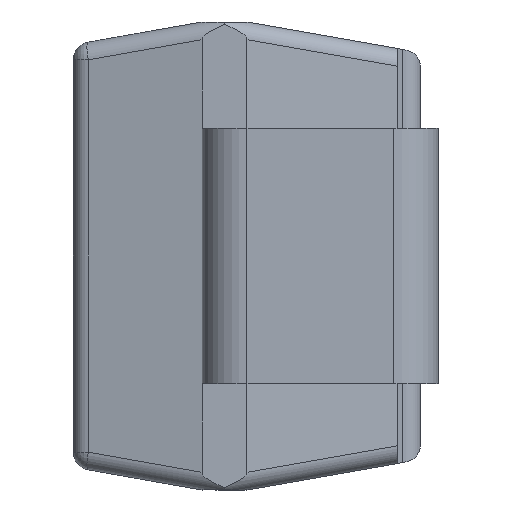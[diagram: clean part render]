
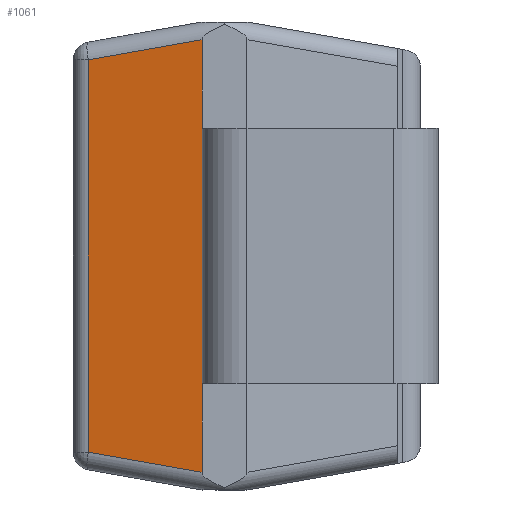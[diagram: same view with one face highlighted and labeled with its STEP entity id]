
A CAD part, left-side view. The second image highlights one B-rep face of the part: STEP entity #1061.
In plain terms, the highlighted planar face has unit normal (-0.985, 0.174, 0).
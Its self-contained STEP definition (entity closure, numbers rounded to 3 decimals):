
#8 = EDGE_CURVE ( 'NONE', #1338, #781, #984, .T. ) ;
#17 = CARTESIAN_POINT ( 'NONE',  ( -1.985, 0.328, 1.177 ) ) ;
#27 = CARTESIAN_POINT ( 'NONE',  ( -2.01, 0.187, 1.202 ) ) ;
#83 = EDGE_CURVE ( 'NONE', #865, #1659, #1707, .T. ) ;
#119 = ORIENTED_EDGE ( 'NONE', *, *, #1874, .F. ) ;
#159 = FACE_OUTER_BOUND ( 'NONE', #1074, .T. ) ;
#178 = ORIENTED_EDGE ( 'NONE', *, *, #83, .F. ) ;
#185 = DIRECTION ( 'NONE',  ( -0.171, -0.97, -0.171 ) ) ;
#277 = VECTOR ( 'NONE', #1611, 1000. ) ;
#288 = VECTOR ( 'NONE', #1093, 1000. ) ;
#463 = CARTESIAN_POINT ( 'NONE',  ( -2.01, 0.187, 0.71 ) ) ;
#594 = LINE ( 'NONE', #17, #1873 ) ;
#651 = VECTOR ( 'NONE', #2335, 1000. ) ;
#709 = CARTESIAN_POINT ( 'NONE',  ( -2.01, 0.187, 0.71 ) ) ;
#710 = CARTESIAN_POINT ( 'NONE',  ( -2.01, 0.187, 1.3 ) ) ;
#724 = DIRECTION ( 'NONE',  ( -0.985, 0.174, 0. ) ) ;
#781 = VERTEX_POINT ( 'NONE', #1016 ) ;
#785 = VECTOR ( 'NONE', #185, 1000. ) ;
#831 = CARTESIAN_POINT ( 'NONE',  ( -2.01, 0.187, 1.3 ) ) ;
#865 = VERTEX_POINT ( 'NONE', #463 ) ;
#971 = DIRECTION ( 'NONE',  ( -0.174, -0.985, 0. ) ) ;
#984 = LINE ( 'NONE', #1190, #785 ) ;
#1007 = AXIS2_PLACEMENT_3D ( 'NONE', #1932, #724, #971 ) ;
#1016 = CARTESIAN_POINT ( 'NONE',  ( -2.01, 0.187, -1.202 ) ) ;
#1061 = ADVANCED_FACE ( 'NONE', ( #159 ), #1114, .T. ) ;
#1074 = EDGE_LOOP ( 'NONE', ( #2019, #2124, #1388, #178, #119, #1561 ) ) ;
#1093 = DIRECTION ( 'NONE',  ( 0., 0., -1. ) ) ;
#1101 = EDGE_CURVE ( 'NONE', #1537, #1855, #594, .T. ) ;
#1114 = PLANE ( 'NONE',  #1007 ) ;
#1190 = CARTESIAN_POINT ( 'NONE',  ( -2.013, 0.171, -1.204 ) ) ;
#1212 = DIRECTION ( 'NONE',  ( 0., 0., -1. ) ) ;
#1338 = VERTEX_POINT ( 'NONE', #1464 ) ;
#1388 = ORIENTED_EDGE ( 'NONE', *, *, #1661, .F. ) ;
#1464 = CARTESIAN_POINT ( 'NONE',  ( -1.898, 0.82, -1.09 ) ) ;
#1537 = VERTEX_POINT ( 'NONE', #27 ) ;
#1561 = ORIENTED_EDGE ( 'NONE', *, *, #1101, .T. ) ;
#1567 = LINE ( 'NONE', #2582, #2442 ) ;
#1611 = DIRECTION ( 'NONE',  ( 0., 0., -1. ) ) ;
#1619 = DIRECTION ( 'NONE',  ( 0.171, 0.97, -0.171 ) ) ;
#1659 = VERTEX_POINT ( 'NONE', #2394 ) ;
#1661 = EDGE_CURVE ( 'NONE', #1659, #781, #1809, .T. ) ;
#1707 = LINE ( 'NONE', #709, #651 ) ;
#1738 = CARTESIAN_POINT ( 'NONE',  ( -1.898, 0.82, 1.09 ) ) ;
#1809 = LINE ( 'NONE', #831, #277 ) ;
#1855 = VERTEX_POINT ( 'NONE', #1738 ) ;
#1873 = VECTOR ( 'NONE', #1619, 1000. ) ;
#1874 = EDGE_CURVE ( 'NONE', #1537, #865, #2171, .T. ) ;
#1932 = CARTESIAN_POINT ( 'NONE',  ( -1.981, 0.349, 1.3 ) ) ;
#1938 = EDGE_CURVE ( 'NONE', #1855, #1338, #1567, .T. ) ;
#2019 = ORIENTED_EDGE ( 'NONE', *, *, #1938, .T. ) ;
#2124 = ORIENTED_EDGE ( 'NONE', *, *, #8, .T. ) ;
#2171 = LINE ( 'NONE', #710, #288 ) ;
#2335 = DIRECTION ( 'NONE',  ( 0., 0., -1. ) ) ;
#2394 = CARTESIAN_POINT ( 'NONE',  ( -2.01, 0.187, -0.71 ) ) ;
#2442 = VECTOR ( 'NONE', #1212, 1000. ) ;
#2582 = CARTESIAN_POINT ( 'NONE',  ( -1.898, 0.82, -1.174 ) ) ;
